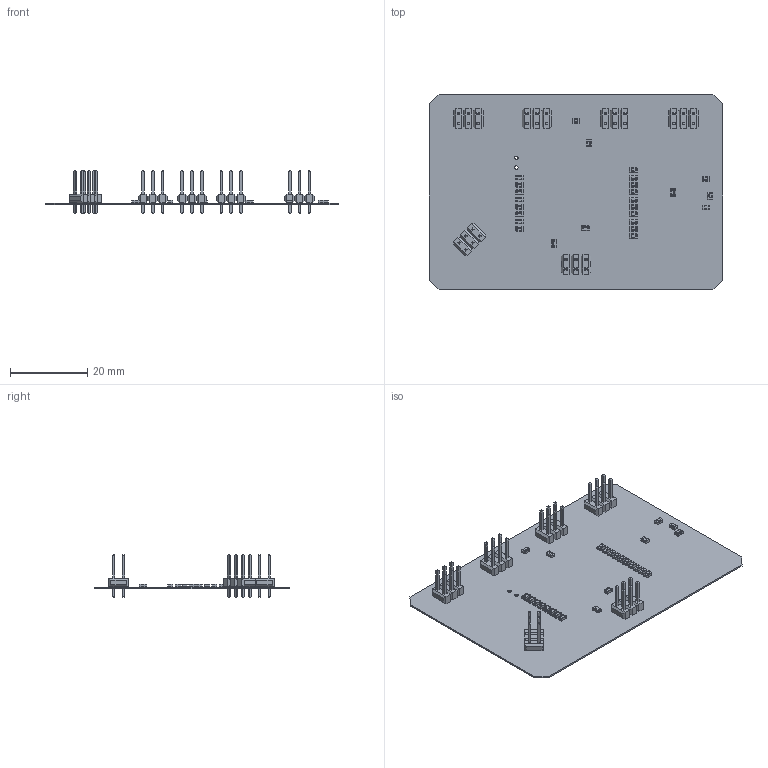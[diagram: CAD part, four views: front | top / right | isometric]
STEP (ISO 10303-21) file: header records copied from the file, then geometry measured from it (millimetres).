
FILE_DESCRIPTION(('Open CASCADE Model'),'2;1');
FILE_NAME('Open CASCADE Shape Model','2020-04-26T14:47:11',('Author'),( 'Open CASCADE'),'Open CASCADE STEP processor 6.8','Open CASCADE 6.8' ,'Unknown');
FILE_SCHEMA(('AUTOMOTIVE_DESIGN { 1 0 10303 214 1 1 1 1 }'));
Length unit declared in the file: millimetre
Products named in the file (38): PCB; Board; Open CASCADE STEP translator 6.8 1.1.1; C3; 0805_SMD_Capacitor; C2; R23; 0805_SMD_Resistor; R22; R21; R20; R3; R2; R1; THUMB; 010897061; R19; R18; R17; R16; R15; R14; R13; R12; R11; R10; R9; R8; R7; R6; R5; R4; P4; P3; P2; INPUT; P1; C1
Assembly tree (66 placements, depth 3):
  PCB
    Board
      Open CASCADE STEP translator 6.8 1.1.1
    C3
      0805_SMD_Capacitor
    C2
      0805_SMD_Capacitor
    R23
      0805_SMD_Resistor
    R22
      0805_SMD_Resistor
    R21
      0805_SMD_Resistor
    R20
      0805_SMD_Resistor
    R3
      0805_SMD_Resistor
    R2
      0805_SMD_Resistor
    R1
      0805_SMD_Resistor
    THUMB
      010897061
    R19
      0805_SMD_Resistor
    R18
      0805_SMD_Resistor
    R17
      0805_SMD_Resistor
    R16
      0805_SMD_Resistor
    R15
      0805_SMD_Resistor
    R14
      0805_SMD_Resistor
    R13
      0805_SMD_Resistor
    R12
      0805_SMD_Resistor
    R11
      0805_SMD_Resistor
    R10
      0805_SMD_Resistor
    R9
      0805_SMD_Resistor
    R8
      0805_SMD_Resistor
    R7
      0805_SMD_Resistor
    R6
      0805_SMD_Resistor
    R5
      0805_SMD_Resistor
    R4
      0805_SMD_Resistor
    P4
      010897061
    P3
      010897061
    P2
Bounding box: 76.2 x 50.8 x 11.1 mm (x, y, z)
Volume: 2220.8 mm3; surface area: 9626.1 mm2
Topology: 33 solids, 33 shells, 3264 faces, 7598 edges, 4420 vertices
Faces by surface type: plane 1588, bspline 910, cylinder 558, sphere 208
Full cylindrical faces by diameter (mm): 0.9 x38
Entity records: 16635 total; most frequent: CARTESIAN_POINT 6301, ORIENTED_EDGE 1732, DIRECTION 1608, EDGE_CURVE 866, LINE 586, VECTOR 586, VERTEX_POINT 524, AXIS2_PLACEMENT_3D 511
